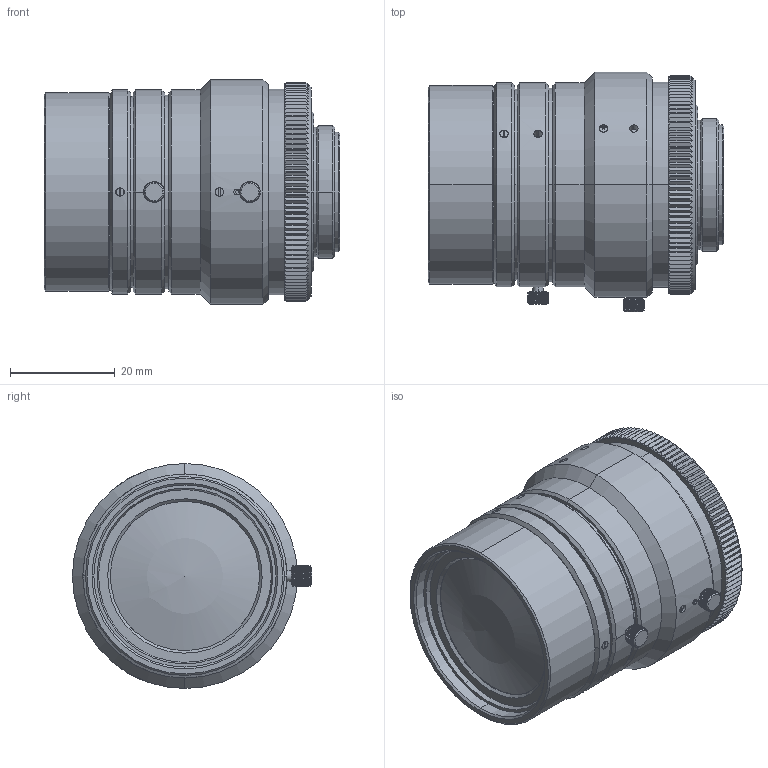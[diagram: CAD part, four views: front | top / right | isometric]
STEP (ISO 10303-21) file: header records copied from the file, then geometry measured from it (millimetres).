
FILE_DESCRIPTION (( 'STEP AP214' ), '1' );
FILE_NAME ('6GF35608EA010FF0_001_STEP.STEP', '2020-03-06T13:38:14', ( '' ), ( '' ), 'SwSTEP 2.0', 'SolidWorks 2019', '' );
FILE_SCHEMA (( 'AUTOMOTIVE_DESIGN' ));
Length unit declared in the file: millimetre
Products named in the file (1): 6GF35608EA010FF0_001_STEP
Bounding box: 56.5 x 45.7 x 43 mm (x, y, z)
Volume: 63627.1 mm3; surface area: 11359.5 mm2
Topology: 1 solids, 2 shells, 1091 faces, 3088 edges, 2025 vertices
Faces by surface type: plane 571, cylinder 299, cone 215, sphere 6
Entity records: 48574 total; most frequent: CARTESIAN_POINT 9548, ORIENTED_EDGE 6138, DIRECTION 5154, EDGE_CURVE 3069, VERTEX_POINT 2018, AXIS2_PLACEMENT_3D 1976, LINE 1202, VECTOR 1202
